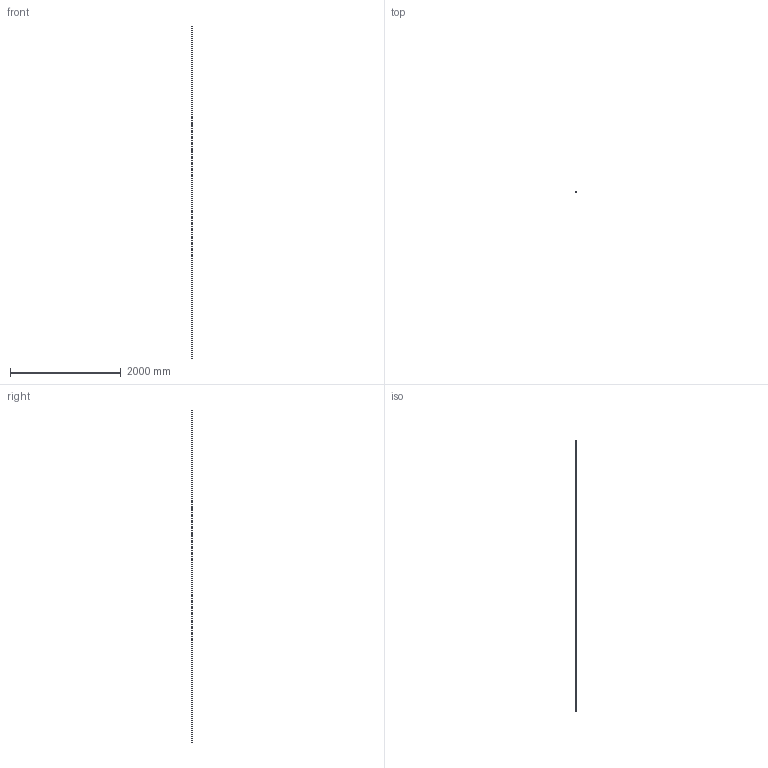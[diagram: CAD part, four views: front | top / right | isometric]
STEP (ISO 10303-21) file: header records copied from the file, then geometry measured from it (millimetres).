
FILE_DESCRIPTION (( 'STEP AP203' ), '1' );
FILE_NAME ('12-12-6-ST.step', '2021-12-22T10:33:28', ( '' ), ( '' ), 'SwSTEP 2.0', 'SolidWorks 2018', '' );
FILE_SCHEMA (( 'CONFIG_CONTROL_DESIGN' ));
Length unit declared in the file: millimetre
Products named in the file (2): 12-12-6-ST
Bounding box: 12 x 12 x 6000 mm (x, y, z)
Volume: 863999.7 mm3; surface area: 288294.8 mm2
Topology: 1 solids, 1 shells, 215 faces, 573 edges, 382 vertices
Faces by surface type: plane 131, bspline 84
Entity records: 10878 total; most frequent: CARTESIAN_POINT 5936, ORIENTED_EDGE 1146, DIRECTION 671, EDGE_CURVE 573, VECTOR 405, LINE 405, VERTEX_POINT 382, EDGE_LOOP 237
